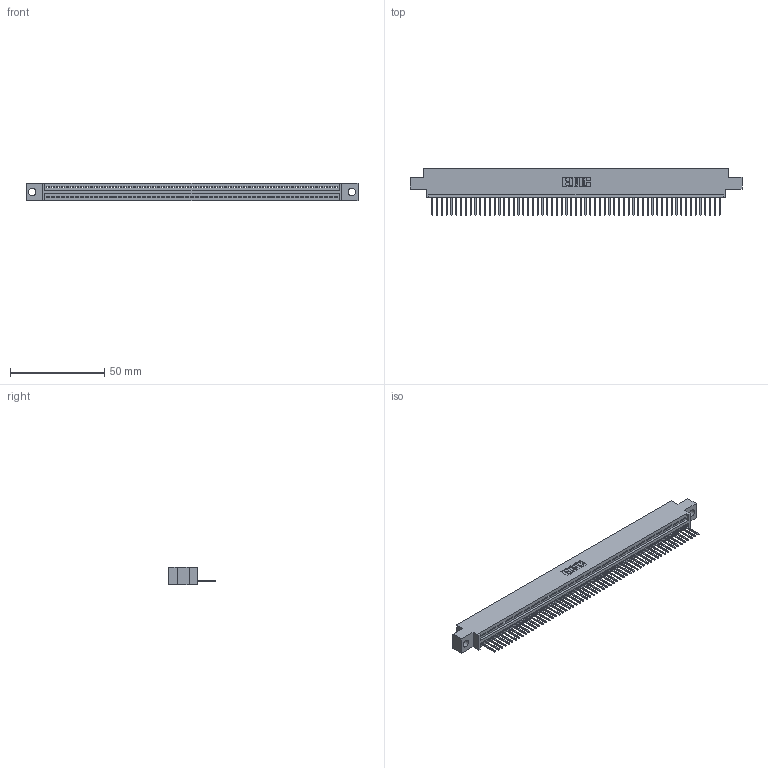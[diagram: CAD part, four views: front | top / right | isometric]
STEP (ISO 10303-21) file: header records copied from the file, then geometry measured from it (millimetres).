
FILE_DESCRIPTION (( 'STEP AP203' ), '1' );
FILE_NAME ('345-061-523-604.STEP', '2019-10-11T01:44:37', ( '' ), ( '' ), 'SwSTEP 2.0', 'SolidWorks 2016', '' );
FILE_SCHEMA (( 'CONFIG_CONTROL_DESIGN' ));
Length unit declared in the file: inch
Products named in the file (3): 345-061-523-604; 345 Part_0.170 Offset - 0.156 Dia-TH; 345-292-001_345-293-123
Assembly tree (62 placements, depth 2):
  345-061-523-604
    345 Part_0.170 Offset - 0.156 Dia-TH
    345-292-001_345-293-123  x61
Bounding box: 176.15 x 24.82 x 9.4 mm (x, y, z)
Volume: 16661.6 mm3; surface area: 22401.8 mm2
Topology: 62 solids, 62 shells, 3668 faces, 11089 edges, 7310 vertices
Faces by surface type: plane 2524, cylinder 1144
Entity records: 43505 total; most frequent: CARTESIAN_POINT 7543, ORIENTED_EDGE 7538, DIRECTION 6559, EDGE_CURVE 3769, LINE 3393, VECTOR 3393, VERTEX_POINT 2510, AXIS2_PLACEMENT_3D 1583
